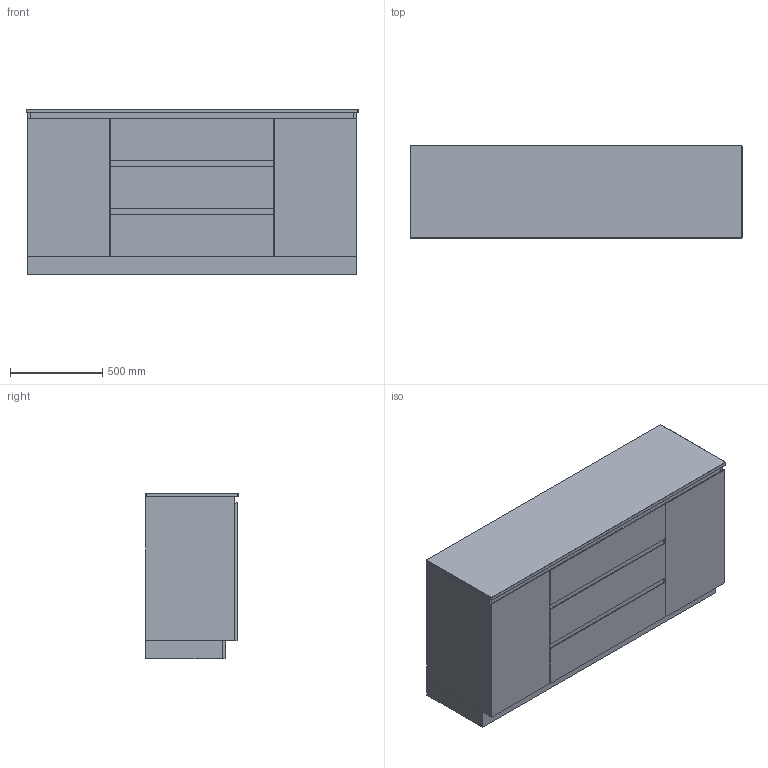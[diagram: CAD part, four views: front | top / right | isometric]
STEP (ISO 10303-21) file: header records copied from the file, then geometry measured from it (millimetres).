
FILE_DESCRIPTION(/* description */ (''),/* implementation_level */ '2;1');
FILE_NAME(/* name */ 'Domaine Hamper 1800 (20MM)',/* time_stamp */ '2025-07-09T14:50:15+10:00',/* author */ (''),/* organization */ (''),/* preprocessor_version */ 'ST-DEVELOPER v16.5',/* originating_system */ '',/* authorisation */ '');
FILE_SCHEMA (('AUTOMOTIVE_DESIGN'));
Length unit declared in the file: millimetre
Products named in the file (7): Document; Domaine Hamper 1800 (20MM); Blank Benchtops ALL678910111213141516171819; 1800 Benchtop (20MM) DRW45; Domaine Hamper ALL21; Domaine Hamper 180020; Domaine Hamper 1800 FM2
Assembly tree (6 placements, depth 5):
  Document
    Domaine Hamper 1800 (20MM)
      Blank Benchtops ALL678910111213141516171819
        1800 Benchtop (20MM) DRW45
      Domaine Hamper ALL21
        Domaine Hamper 180020
          Domaine Hamper 1800 FM2
Bounding box: 1800 x 500 x 900 mm (x, y, z)
Volume: 113483440.5 mm3; surface area: 14475408 mm2
Topology: 17 solids, 17 shells, 143 faces, 315 edges, 202 vertices
Faces by surface type: plane 129, cylinder 10, bspline 4
Entity records: 4061 total; most frequent: CARTESIAN_POINT 1178, ORIENTED_EDGE 622, EDGE_CURVE 311, B_SPLINE_CURVE_WITH_KNOTS 295, VERTEX_POINT 202, DIRECTION 169, AXIS2_PLACEMENT_3D 154, ADVANCED_FACE 143
